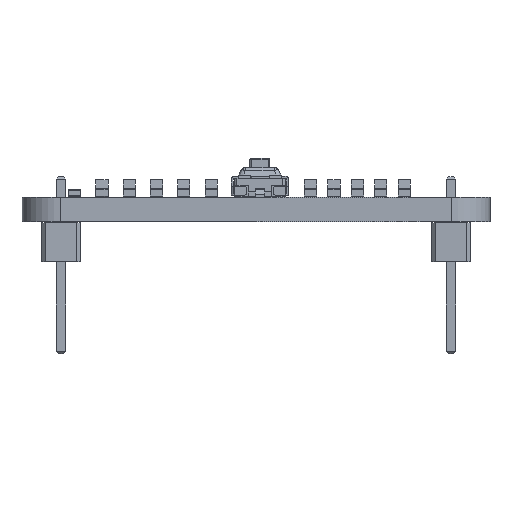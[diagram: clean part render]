
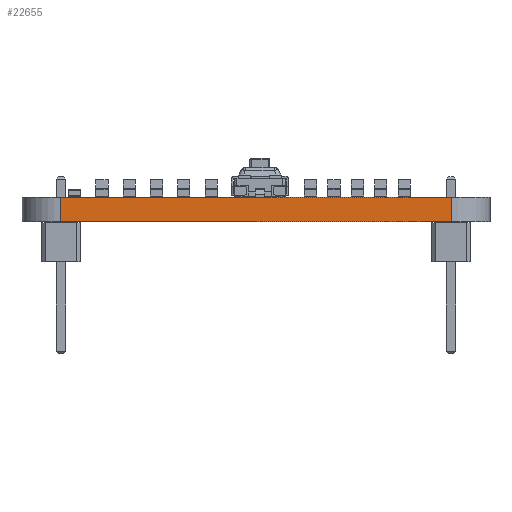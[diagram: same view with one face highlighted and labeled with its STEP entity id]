
A CAD part, left-side view. The second image highlights one B-rep face of the part: STEP entity #22655.
In plain terms, the highlighted planar face has unit normal (-1, 0, 0).
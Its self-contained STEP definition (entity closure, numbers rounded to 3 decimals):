
#22060 = VERTEX_POINT('',#22061);
#22061 = CARTESIAN_POINT('',(171.45,-73.66,0.));
#22068 = EDGE_CURVE('',#22069,#22060,#22071,.T.);
#22069 = VERTEX_POINT('',#22070);
#22070 = CARTESIAN_POINT('',(171.45,-99.06,0.));
#22071 = LINE('',#22072,#22073);
#22072 = CARTESIAN_POINT('',(171.45,-99.06,0.));
#22073 = VECTOR('',#22074,1.);
#22074 = DIRECTION('',(0.,1.,0.));
#22344 = VERTEX_POINT('',#22345);
#22345 = CARTESIAN_POINT('',(171.45,-73.66,1.6));
#22352 = EDGE_CURVE('',#22353,#22344,#22355,.T.);
#22353 = VERTEX_POINT('',#22354);
#22354 = CARTESIAN_POINT('',(171.45,-99.06,1.6));
#22355 = LINE('',#22356,#22357);
#22356 = CARTESIAN_POINT('',(171.45,-99.06,1.6));
#22357 = VECTOR('',#22358,1.);
#22358 = DIRECTION('',(0.,1.,0.));
#22625 = EDGE_CURVE('',#22060,#22344,#22626,.T.);
#22626 = LINE('',#22627,#22628);
#22627 = CARTESIAN_POINT('',(171.45,-73.66,0.));
#22628 = VECTOR('',#22629,1.);
#22629 = DIRECTION('',(0.,0.,1.));
#22655 = ADVANCED_FACE('',(#22656),#22667,.T.);
#22656 = FACE_BOUND('',#22657,.T.);
#22657 = EDGE_LOOP('',(#22658,#22664,#22665,#22666));
#22658 = ORIENTED_EDGE('',*,*,#22659,.T.);
#22659 = EDGE_CURVE('',#22069,#22353,#22660,.T.);
#22660 = LINE('',#22661,#22662);
#22661 = CARTESIAN_POINT('',(171.45,-99.06,0.));
#22662 = VECTOR('',#22663,1.);
#22663 = DIRECTION('',(0.,0.,1.));
#22664 = ORIENTED_EDGE('',*,*,#22352,.T.);
#22665 = ORIENTED_EDGE('',*,*,#22625,.F.);
#22666 = ORIENTED_EDGE('',*,*,#22068,.F.);
#22667 = PLANE('',#22668);
#22668 = AXIS2_PLACEMENT_3D('',#22669,#22670,#22671);
#22669 = CARTESIAN_POINT('',(171.45,-99.06,0.));
#22670 = DIRECTION('',(-1.,0.,0.));
#22671 = DIRECTION('',(0.,1.,0.));
